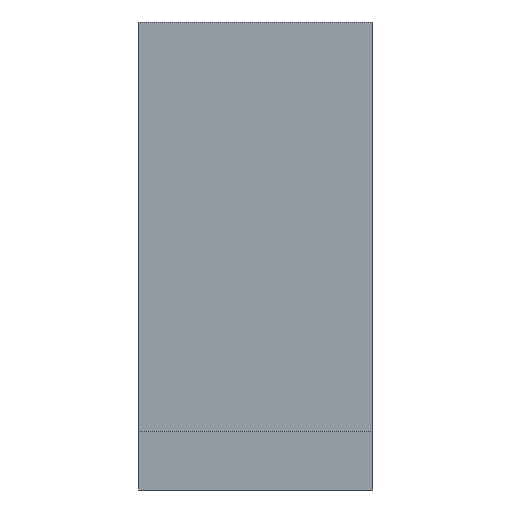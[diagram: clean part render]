
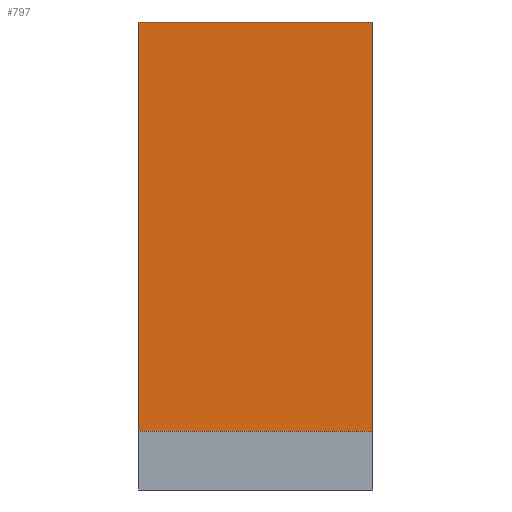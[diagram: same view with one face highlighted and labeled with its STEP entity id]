
A CAD part, left-side view. The second image highlights one B-rep face of the part: STEP entity #797.
In plain terms, the highlighted free-form (B-spline) face has degree [1, 1] with [2, 2] control points.
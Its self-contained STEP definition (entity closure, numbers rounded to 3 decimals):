
#762=(
BOUNDED_SURFACE()
B_SPLINE_SURFACE(1,1,((#763,#764),(#765,#766)),.UNSPECIFIED.,.F.,.F.,.F.)
B_SPLINE_SURFACE_WITH_KNOTS((2,2),(2,2),(0.000,1.000),(0.000,1.000),.UNSPECIFIED.)
GEOMETRIC_REPRESENTATION_ITEM()
RATIONAL_B_SPLINE_SURFACE(((1.,1.),(1.,1.)))
REPRESENTATION_ITEM('')
SURFACE()
);
#763=CARTESIAN_POINT('',(-15.5,10.,5.));
#764=CARTESIAN_POINT('',(-15.5,10.,40.));
#765=CARTESIAN_POINT('',(-15.5,-10.,5.));
#766=CARTESIAN_POINT('',(-15.5,-10.,40.));
#767=CARTESIAN_POINT('',(-15.5,10.,5.));
#768=VERTEX_POINT('',#767);
#769=(
BOUNDED_CURVE()
B_SPLINE_CURVE(1,(#770,#771),.UNSPECIFIED.,.F.,.F.)
B_SPLINE_CURVE_WITH_KNOTS((2,2),(0.000,1.000),.UNSPECIFIED.)
CURVE()
GEOMETRIC_REPRESENTATION_ITEM()
RATIONAL_B_SPLINE_CURVE((1.,1.))
REPRESENTATION_ITEM('')
);
#770=CARTESIAN_POINT('',(-15.5,10.,5.));
#771=CARTESIAN_POINT('',(-15.5,10.,40.));
#772=CARTESIAN_POINT('',(-15.5,10.,40.));
#773=VERTEX_POINT('',#772);
#774=EDGE_CURVE('',#768,#773,#769,.T.);
#775=ORIENTED_EDGE('',*,*,#774,.T.);
#776=(
BOUNDED_CURVE()
B_SPLINE_CURVE(1,(#777,#778),.UNSPECIFIED.,.F.,.F.)
B_SPLINE_CURVE_WITH_KNOTS((2,2),(0.000,1.000),.UNSPECIFIED.)
CURVE()
GEOMETRIC_REPRESENTATION_ITEM()
RATIONAL_B_SPLINE_CURVE((1.,1.))
REPRESENTATION_ITEM('')
);
#777=CARTESIAN_POINT('',(-15.5,10.,40.));
#778=CARTESIAN_POINT('',(-15.5,-10.,40.));
#779=CARTESIAN_POINT('',(-15.5,-10.,40.));
#780=VERTEX_POINT('',#779);
#781=EDGE_CURVE('',#773,#780,#776,.T.);
#782=ORIENTED_EDGE('',*,*,#781,.T.);
#783=(
BOUNDED_CURVE()
B_SPLINE_CURVE(1,(#784,#785),.UNSPECIFIED.,.F.,.F.)
B_SPLINE_CURVE_WITH_KNOTS((2,2),(0.000,1.000),.UNSPECIFIED.)
CURVE()
GEOMETRIC_REPRESENTATION_ITEM()
RATIONAL_B_SPLINE_CURVE((1.,1.))
REPRESENTATION_ITEM('')
);
#784=CARTESIAN_POINT('',(-15.5,-10.,40.));
#785=CARTESIAN_POINT('',(-15.5,-10.,5.));
#786=CARTESIAN_POINT('',(-15.5,-10.,5.));
#787=VERTEX_POINT('',#786);
#788=EDGE_CURVE('',#780,#787,#783,.T.);
#789=ORIENTED_EDGE('',*,*,#788,.T.);
#790=(
BOUNDED_CURVE()
B_SPLINE_CURVE(1,(#791,#792),.UNSPECIFIED.,.F.,.F.)
B_SPLINE_CURVE_WITH_KNOTS((2,2),(0.000,1.000),.UNSPECIFIED.)
CURVE()
GEOMETRIC_REPRESENTATION_ITEM()
RATIONAL_B_SPLINE_CURVE((1.,1.))
REPRESENTATION_ITEM('')
);
#791=CARTESIAN_POINT('',(-15.5,-10.,5.));
#792=CARTESIAN_POINT('',(-15.5,10.,5.));
#793=EDGE_CURVE('',#787,#768,#790,.T.);
#794=ORIENTED_EDGE('',*,*,#793,.T.);
#795=EDGE_LOOP('',(#775,#782,#789,#794));
#796=FACE_OUTER_BOUND('',#795,.T.);
#797=ADVANCED_FACE('',(#796),#762,.T.);
